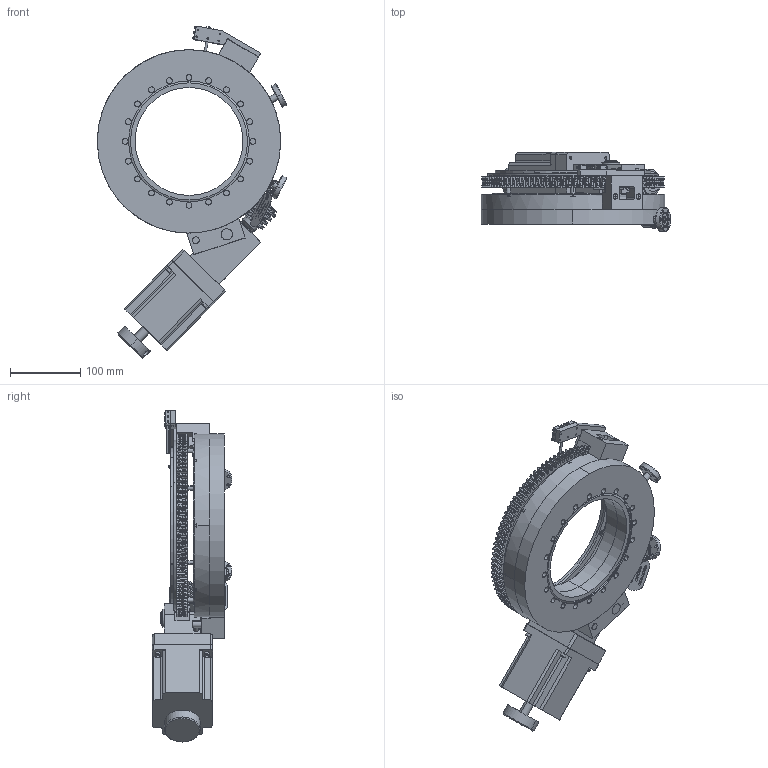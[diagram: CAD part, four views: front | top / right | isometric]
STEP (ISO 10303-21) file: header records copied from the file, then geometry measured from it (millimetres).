
FILE_DESCRIPTION (( 'STEP AP214' ), '1' );
FILE_NAME ('SLOX, RNN-600_MS-LS-360.STEP', '2017-06-22T18:21:54', ( 'My Thermionics' ), ( '' ), 'SwSTEP 2.0', 'SolidWorks 2010', '' );
FILE_SCHEMA (( 'AUTOMOTIVE_DESIGN' ));
Length unit declared in the file: inch
Products named in the file (1): SLOX, RNN-600_MS-LS-360
Bounding box: 268.87 x 112.98 x 471.24 mm (x, y, z)
Surface area: 477343.5 mm2 (no closed solid volume)
Topology: 0 solids, 292 shells, 2347 faces, 12252 edges, 9729 vertices
Faces by surface type: cylinder 1147, plane 851, torus 182, cone 129, bspline 30, sphere 8
Entity records: 187679 total; most frequent: CARTESIAN_POINT 69590, ORIENTED_EDGE 17388, DIRECTION 15675, EDGE_CURVE 12218, VERTEX_POINT 9729, VECTOR 5957, LINE 5957, AXIS2_PLACEMENT_3D 4859
